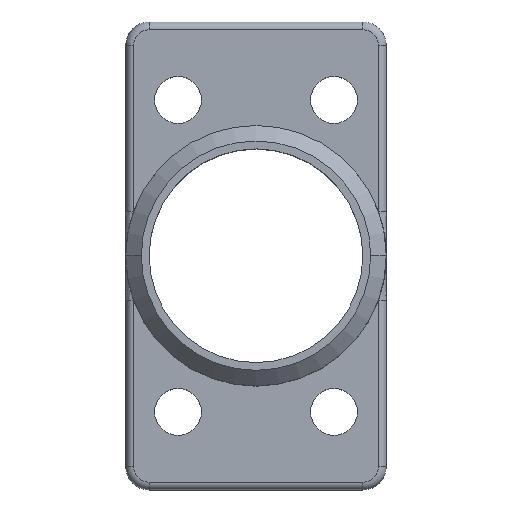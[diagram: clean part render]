
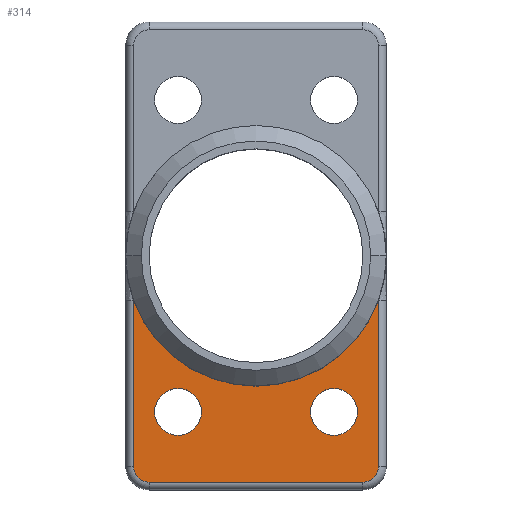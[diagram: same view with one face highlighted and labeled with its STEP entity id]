
A CAD part, top view. The second image highlights one B-rep face of the part: STEP entity #314.
In plain terms, the highlighted planar face has unit normal (0, 0, 1).
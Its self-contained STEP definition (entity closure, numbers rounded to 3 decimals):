
#148 = VERTEX_POINT ( 'NONE', #714 ) ;
#150 = VERTEX_POINT ( 'NONE', #824 ) ;
#181 = VERTEX_POINT ( 'NONE', #1018 ) ;
#185 = EDGE_CURVE ( 'NONE', #150, #148, #900, .T. ) ;
#199 = EDGE_CURVE ( 'NONE', #181, #203, #1050, .T. ) ;
#203 = VERTEX_POINT ( 'NONE', #879 ) ;
#246 = EDGE_LOOP ( 'NONE', ( #307, #310 ) ) ;
#260 = ORIENTED_EDGE ( 'NONE', *, *, #282, .T. ) ;
#265 = EDGE_CURVE ( 'NONE', #203, #181, #1131, .T. ) ;
#266 = EDGE_CURVE ( 'NONE', #308, #309, #1133, .T. ) ;
#267 = ORIENTED_EDGE ( 'NONE', *, *, #278, .T. ) ;
#275 = EDGE_CURVE ( 'NONE', #311, #315, #1209, .T. ) ;
#276 = EDGE_LOOP ( 'NONE', ( #322, #280 ) ) ;
#277 = ORIENTED_EDGE ( 'NONE', *, *, #279, .T. ) ;
#278 = EDGE_CURVE ( 'NONE', #315, #304, #1155, .T. ) ;
#279 = EDGE_CURVE ( 'NONE', #304, #285, #1132, .T. ) ;
#280 = ORIENTED_EDGE ( 'NONE', *, *, #281, .F. ) ;
#281 = EDGE_CURVE ( 'NONE', #148, #150, #1322, .T. ) ;
#282 = EDGE_CURVE ( 'NONE', #285, #308, #1203, .T. ) ;
#285 = VERTEX_POINT ( 'NONE', #1291 ) ;
#300 = EDGE_LOOP ( 'NONE', ( #302, #301, #313, #267, #277, #260 ) ) ;
#301 = ORIENTED_EDGE ( 'NONE', *, *, #303, .T. ) ;
#302 = ORIENTED_EDGE ( 'NONE', *, *, #266, .T. ) ;
#303 = EDGE_CURVE ( 'NONE', #309, #311, #1167, .T. ) ;
#304 = VERTEX_POINT ( 'NONE', #1165 ) ;
#307 = ORIENTED_EDGE ( 'NONE', *, *, #199, .F. ) ;
#308 = VERTEX_POINT ( 'NONE', #1286 ) ;
#309 = VERTEX_POINT ( 'NONE', #1279 ) ;
#310 = ORIENTED_EDGE ( 'NONE', *, *, #265, .F. ) ;
#311 = VERTEX_POINT ( 'NONE', #1280 ) ;
#313 = ORIENTED_EDGE ( 'NONE', *, *, #275, .T. ) ;
#314 = ADVANCED_FACE ( 'NONE', ( #1287, #1282, #1281 ), #1271, .F. ) ;
#315 = VERTEX_POINT ( 'NONE', #1272 ) ;
#322 = ORIENTED_EDGE ( 'NONE', *, *, #185, .F. ) ;
#714 = CARTESIAN_POINT ( 'NONE',  ( 13., -20., 4. ) ) ;
#824 = CARTESIAN_POINT ( 'NONE',  ( 7., -20., 4. ) ) ;
#879 = CARTESIAN_POINT ( 'NONE',  ( -7., -20., 4. ) ) ;
#897 = DIRECTION ( 'NONE',  ( 1., 0., 0. ) ) ;
#898 = DIRECTION ( 'NONE',  ( 0., 0., 1. ) ) ;
#899 = CARTESIAN_POINT ( 'NONE',  ( 10., -20., 4. ) ) ;
#900 = CIRCLE ( 'NONE', #1020, 3. ) ;
#1018 = CARTESIAN_POINT ( 'NONE',  ( -13., -20., 4. ) ) ;
#1020 = AXIS2_PLACEMENT_3D ( 'NONE', #899, #898, #897 ) ;
#1047 = DIRECTION ( 'NONE',  ( 1., 0., 0. ) ) ;
#1048 = DIRECTION ( 'NONE',  ( 0., 0., 1. ) ) ;
#1050 = CIRCLE ( 'NONE', #1062, 3. ) ;
#1061 = CARTESIAN_POINT ( 'NONE',  ( -10., -20., 4. ) ) ;
#1062 = AXIS2_PLACEMENT_3D ( 'NONE', #1061, #1048, #1047 ) ;
#1127 = AXIS2_PLACEMENT_3D ( 'NONE', #1347, #1346, #1157 ) ;
#1129 = DIRECTION ( 'NONE',  ( 0., 0., 1. ) ) ;
#1130 = CARTESIAN_POINT ( 'NONE',  ( -10., -20., 4. ) ) ;
#1131 = CIRCLE ( 'NONE', #1315, 3. ) ;
#1132 = CIRCLE ( 'NONE', #1161, 2. ) ;
#1133 = CIRCLE ( 'NONE', #1207, 2. ) ;
#1134 = DIRECTION ( 'NONE',  ( 1., 0., 0. ) ) ;
#1152 = DIRECTION ( 'NONE',  ( 0., -1., 0. ) ) ;
#1153 = VECTOR ( 'NONE', #1152, 1000. ) ;
#1154 = CARTESIAN_POINT ( 'NONE',  ( -15.7, 27., 4. ) ) ;
#1155 = LINE ( 'NONE', #1154, #1153 ) ;
#1157 = DIRECTION ( 'NONE',  ( -1., 0., 0. ) ) ;
#1161 = AXIS2_PLACEMENT_3D ( 'NONE', #1348, #1205, #1204 ) ;
#1165 = CARTESIAN_POINT ( 'NONE',  ( -15.7, -27., 4. ) ) ;
#1166 = CARTESIAN_POINT ( 'NONE',  ( 15.7, 27., 4. ) ) ;
#1167 = LINE ( 'NONE', #1166, #1285 ) ;
#1201 = VECTOR ( 'NONE', #1317, 1000. ) ;
#1202 = CARTESIAN_POINT ( 'NONE',  ( 13.7, -29., 4. ) ) ;
#1203 = LINE ( 'NONE', #1202, #1201 ) ;
#1204 = DIRECTION ( 'NONE',  ( -1., 0., 0. ) ) ;
#1205 = DIRECTION ( 'NONE',  ( 0., 0., 1. ) ) ;
#1207 = AXIS2_PLACEMENT_3D ( 'NONE', #1208, #1293, #1292 ) ;
#1208 = CARTESIAN_POINT ( 'NONE',  ( 13.7, -27., 4. ) ) ;
#1209 = CIRCLE ( 'NONE', #1127, 16.7 ) ;
#1267 = DIRECTION ( 'NONE',  ( -1., 0., 0. ) ) ;
#1268 = DIRECTION ( 'NONE',  ( 0., 0., -1. ) ) ;
#1269 = CARTESIAN_POINT ( 'NONE',  ( 13.7, 27., 4. ) ) ;
#1271 = PLANE ( 'NONE',  #1277 ) ;
#1272 = CARTESIAN_POINT ( 'NONE',  ( -15.7, -5.692, 4. ) ) ;
#1277 = AXIS2_PLACEMENT_3D ( 'NONE', #1269, #1268, #1267 ) ;
#1279 = CARTESIAN_POINT ( 'NONE',  ( 15.7, -27., 4. ) ) ;
#1280 = CARTESIAN_POINT ( 'NONE',  ( 15.7, -5.692, 4. ) ) ;
#1281 = FACE_BOUND ( 'NONE', #276, .T. ) ;
#1282 = FACE_OUTER_BOUND ( 'NONE', #300, .T. ) ;
#1284 = DIRECTION ( 'NONE',  ( 0., 1., 0. ) ) ;
#1285 = VECTOR ( 'NONE', #1284, 1000. ) ;
#1286 = CARTESIAN_POINT ( 'NONE',  ( 13.7, -29., 4. ) ) ;
#1287 = FACE_BOUND ( 'NONE', #246, .T. ) ;
#1291 = CARTESIAN_POINT ( 'NONE',  ( -13.7, -29., 4. ) ) ;
#1292 = DIRECTION ( 'NONE',  ( -1., 0., 0. ) ) ;
#1293 = DIRECTION ( 'NONE',  ( 0., 0., 1. ) ) ;
#1315 = AXIS2_PLACEMENT_3D ( 'NONE', #1130, #1129, #1134 ) ;
#1317 = DIRECTION ( 'NONE',  ( 1., 0., 0. ) ) ;
#1318 = DIRECTION ( 'NONE',  ( 1., 0., 0. ) ) ;
#1319 = DIRECTION ( 'NONE',  ( 0., 0., 1. ) ) ;
#1320 = CARTESIAN_POINT ( 'NONE',  ( 10., -20., 4. ) ) ;
#1321 = AXIS2_PLACEMENT_3D ( 'NONE', #1320, #1319, #1318 ) ;
#1322 = CIRCLE ( 'NONE', #1321, 3. ) ;
#1346 = DIRECTION ( 'NONE',  ( 0., 0., -1. ) ) ;
#1347 = CARTESIAN_POINT ( 'NONE',  ( 0., 0., 4. ) ) ;
#1348 = CARTESIAN_POINT ( 'NONE',  ( -13.7, -27., 4. ) ) ;
